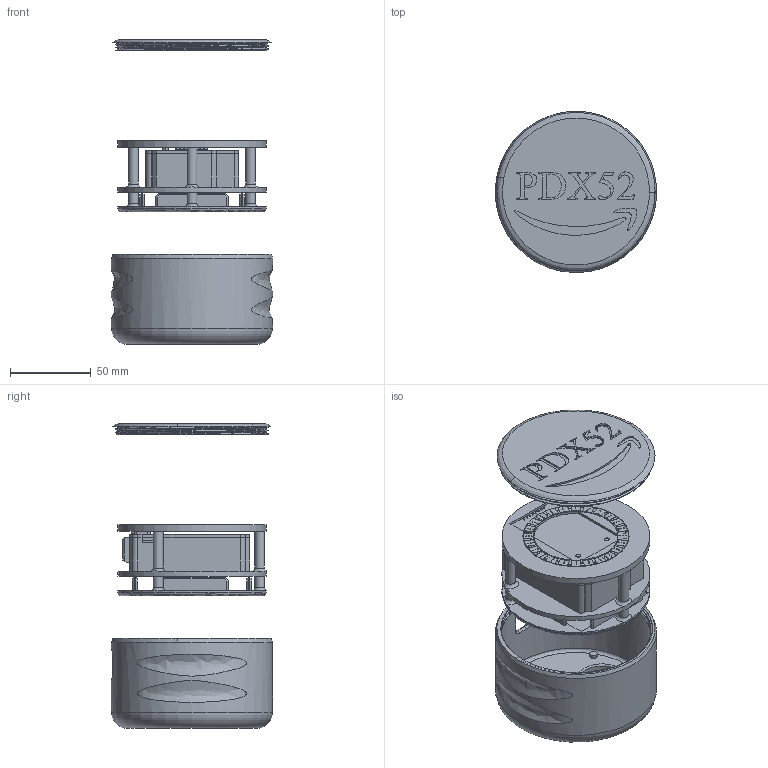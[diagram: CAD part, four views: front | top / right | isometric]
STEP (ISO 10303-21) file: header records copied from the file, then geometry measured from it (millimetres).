
FILE_DESCRIPTION(/* description */ (''),/* implementation_level */ '2;1');
FILE_NAME(/* name */ 'buttonless v22.step',/* time_stamp */ '2020-08-14T09:21:56-07:00',/* author */ (''),/* organization */ (''),/* preprocessor_version */ 'ST-DEVELOPER v18.1',/* originating_system */ 'Autodesk Translation Framework v9.3.0.1241',/* authorisation */ '');
FILE_SCHEMA (('AUTOMOTIVE_DESIGN { 1 0 10303 214 3 1 1 }'));
Products named in the file (49): buttonless; SPACE-2; Zero_V2; Board; Packages; C0402; C0603; C0805; CRYSTAL-5.4-3.2; CRYSTAL_TC26SMD; PWR_SC70-6L2; SOT143B; SOT323; TQFP48; TS42_4PINS; USB-MICRO-10103594; VFBGA100; WUERTH-ELEKTRONIK_1812; SOT23-6; PANASONIC_D; 1X06; 1X08; 1X10; PINHEAD_2X05_127; POWERSUPPLY_DC-21MM; DO220AAL; MINIMELF; SRR0604; CHIPLED_0805; SOT-23; SJ; SOT223; SOT23; Adafruit PowerBoost 1000C Rev B; Board_1; CASE_LID; SPACE-3; RC522; Adafruit NeoPixel Ring; Packages_1 ...
Assembly tree (170 placements, depth 5):
  buttonless
    SPACE-2
      Zero_V2
        Board
        Packages
          C0402  x60
          C0603  x8
          C0805
          CRYSTAL-5.4-3.2
          CRYSTAL_TC26SMD
          PWR_SC70-6L2
          SOT143B  x2
          SOT323  x2
          TQFP48
          TS42_4PINS
          USB-MICRO-10103594  x2
          VFBGA100
          WUERTH-ELEKTRONIK_1812  x2
          SOT23-6
          PANASONIC_D  x3
          1X06
          1X08  x2
          1X10
          PINHEAD_2X05_127  x2
          POWERSUPPLY_DC-21MM
          DO220AAL
          MINIMELF  x2
          SRR0604
          CHIPLED_0805  x5
          SOT-23  x2
          SJ
          SOT223
          SOT23
      Adafruit PowerBoost 1000C Rev B
        Board_1
      CASE_LID
    SPACE-3
      RC522
      Adafruit NeoPixel Ring
        Packages_1
          1X01-CLEANBIG  x6
          ADAFRUIT_5MM
          0603-NO
          FIDUCIAL_1MM  x2
          WS2812B-NARROW  x23
          C0603_1  x15
    SHELLL
    SPACE-1
    LID
Bounding box: 100 x 100 x 189.08 mm (x, y, z)
Volume: 215281.3 mm3; surface area: 159278.8 mm2
Topology: 165 solids, 165 shells, 2354 faces, 5754 edges, 3807 vertices
Faces by surface type: plane 1598, cylinder 595, bspline 134, torus 27
Full cylindrical faces by diameter (mm): 0.2 x25, 0.25 x123, 0.394 x41, 0.4 x5, 0.5 x71, 0.6 x20, 0.7 x2, 0.85 x32, 0.95 x10, 1 x16, 1.7 x2, 1.9 x2, 2.3 x2, 2.5 x2, 2.7 x4, 2.8 x4, 3 x3, 3.1 x4, 3.2 x4, 3.5 x1, 4.5 x3, 6 x8, 6.3 x6, 30 x2, 52.324 x1, 65.532 x1, 92 x3, 92.519 x2, 93.022 x2, 94.822 x2
Entity records: 60260 total; most frequent: CARTESIAN_POINT 15598, DIRECTION 8624, ORIENTED_EDGE 8580, EDGE_CURVE 4290, AXIS2_PLACEMENT_3D 2950, VERTEX_POINT 2831, LINE 2724, VECTOR 2724
